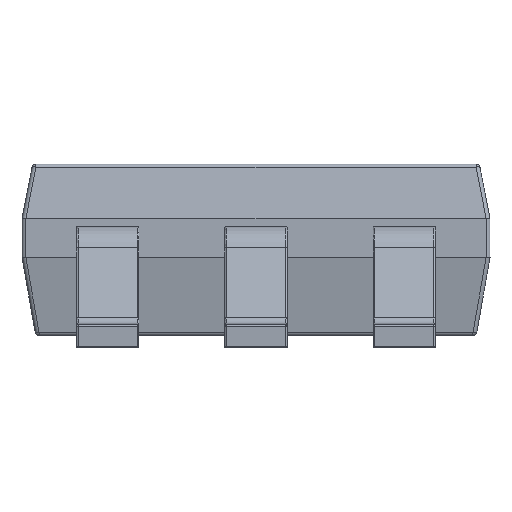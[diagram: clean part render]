
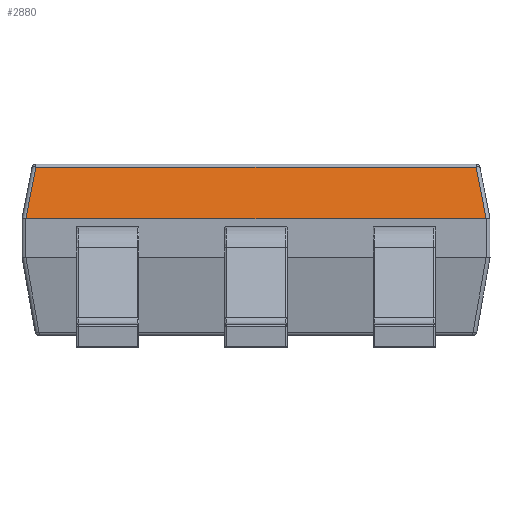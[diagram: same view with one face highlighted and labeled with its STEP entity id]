
A CAD part, front view. The second image highlights one B-rep face of the part: STEP entity #2880.
In plain terms, the highlighted planar face has unit normal (0, -0.982, 0.191).
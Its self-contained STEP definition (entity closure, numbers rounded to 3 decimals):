
#235 = DIRECTION ( 'NONE',  ( -0.187, 0.187, 0.964 ) ) ;
#328 = CARTESIAN_POINT ( 'NONE',  ( -1.411, -0.736, 1.13 ) ) ;
#1870 = CARTESIAN_POINT ( 'NONE',  ( 1.475, -0.8, 0.8 ) ) ;
#1926 = LINE ( 'NONE', #6570, #9173 ) ;
#2619 = CARTESIAN_POINT ( 'NONE',  ( 1.411, -0.736, 1.13 ) ) ;
#2699 = VECTOR ( 'NONE', #8923, 1000. ) ;
#2844 = LINE ( 'NONE', #9708, #11608 ) ;
#2880 = ADVANCED_FACE ( 'NONE', ( #10603 ), #11698, .T. ) ;
#3094 = CARTESIAN_POINT ( 'NONE',  ( -1.475, -0.8, 0.8 ) ) ;
#3151 = DIRECTION ( 'NONE',  ( -1., 0., 0. ) ) ;
#3470 = CARTESIAN_POINT ( 'NONE',  ( -1.411, -0.736, 1.13 ) ) ;
#4504 = CARTESIAN_POINT ( 'NONE',  ( 0., -0.732, 1.15 ) ) ;
#4877 = EDGE_CURVE ( 'NONE', #7887, #10109, #5118, .T. ) ;
#5118 = LINE ( 'NONE', #3470, #2699 ) ;
#5242 = EDGE_CURVE ( 'NONE', #6435, #7887, #8112, .T. ) ;
#5411 = DIRECTION ( 'NONE',  ( 0., -0.191, -0.982 ) ) ;
#5566 = ORIENTED_EDGE ( 'NONE', *, *, #11573, .T. ) ;
#5672 = VECTOR ( 'NONE', #3151, 1000. ) ;
#5698 = EDGE_LOOP ( 'NONE', ( #7278, #11299, #8136, #5566 ) ) ;
#6435 = VERTEX_POINT ( 'NONE', #2619 ) ;
#6570 = CARTESIAN_POINT ( 'NONE',  ( 1.475, -0.8, 0.8 ) ) ;
#7278 = ORIENTED_EDGE ( 'NONE', *, *, #9677, .T. ) ;
#7887 = VERTEX_POINT ( 'NONE', #328 ) ;
#8112 = LINE ( 'NONE', #9515, #5672 ) ;
#8136 = ORIENTED_EDGE ( 'NONE', *, *, #4877, .T. ) ;
#8923 = DIRECTION ( 'NONE',  ( -0.187, -0.187, -0.964 ) ) ;
#9173 = VECTOR ( 'NONE', #235, 1000. ) ;
#9515 = CARTESIAN_POINT ( 'NONE',  ( 0., -0.736, 1.13 ) ) ;
#9677 = EDGE_CURVE ( 'NONE', #10907, #6435, #1926, .T. ) ;
#9708 = CARTESIAN_POINT ( 'NONE',  ( -1.5, -0.8, 0.8 ) ) ;
#10109 = VERTEX_POINT ( 'NONE', #3094 ) ;
#10598 = DIRECTION ( 'NONE',  ( 1., 0., 0. ) ) ;
#10603 = FACE_OUTER_BOUND ( 'NONE', #5698, .T. ) ;
#10830 = DIRECTION ( 'NONE',  ( 0., -0.982, 0.191 ) ) ;
#10907 = VERTEX_POINT ( 'NONE', #1870 ) ;
#11299 = ORIENTED_EDGE ( 'NONE', *, *, #5242, .T. ) ;
#11531 = AXIS2_PLACEMENT_3D ( 'NONE', #4504, #10830, #5411 ) ;
#11573 = EDGE_CURVE ( 'NONE', #10109, #10907, #2844, .T. ) ;
#11608 = VECTOR ( 'NONE', #10598, 1000. ) ;
#11698 = PLANE ( 'NONE',  #11531 ) ;
